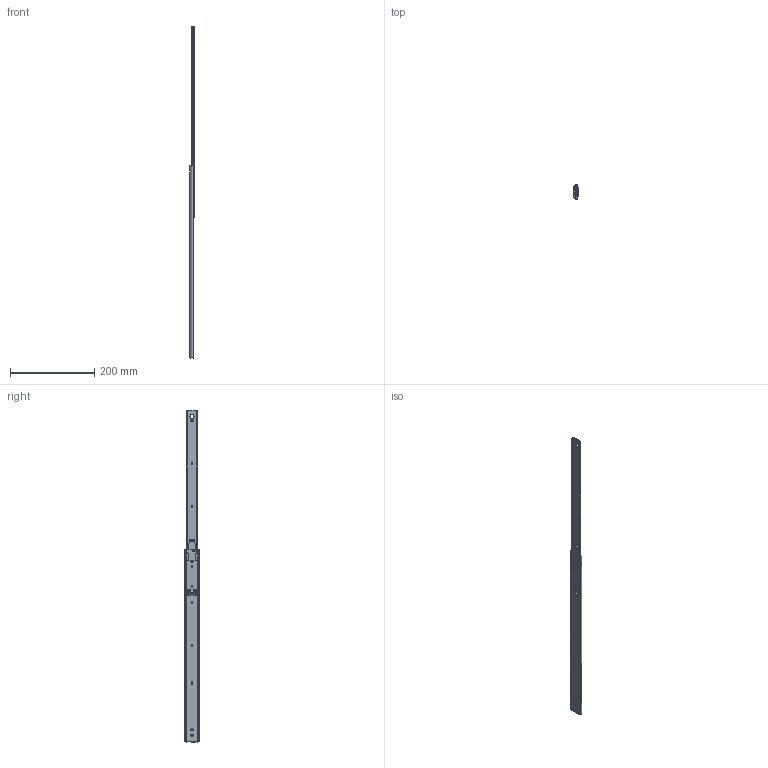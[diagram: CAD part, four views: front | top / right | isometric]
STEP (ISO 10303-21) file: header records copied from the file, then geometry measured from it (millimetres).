
FILE_DESCRIPTION (( 'STEP AP203' ), '1' );
FILE_NAME ('U23-18.STEP', '2020-07-03T06:21:22', ( '' ), ( '' ), 'SwSTEP 2.0', 'SolidWorks 2019', '' );
FILE_SCHEMA (( 'CONFIG_CONTROL_DESIGN' ));
Length unit declared in the file: millimetre
Products named in the file (7): PN235リードイン　 ; PN101リベット; U23-18; PN84 バネ; IM U23-18; PN81バネ（圧縮）; OM U23-18
Assembly tree (8 placements, depth 2):
  U23-18
    OM U23-18
    PN235リードイン　 
    PN84 バネ
    PN101リベット  x3
    IM U23-18
    PN81バネ（圧縮）
Bounding box: 9.5 x 35.08 x 787.2 mm (x, y, z)
Volume: 55991.3 mm3; surface area: 80373.8 mm2
Topology: 8 solids, 8 shells, 382 faces, 1056 edges, 696 vertices
Faces by surface type: plane 191, cylinder 183, bspline 8
Entity records: 13481 total; most frequent: CARTESIAN_POINT 2989, ORIENTED_EDGE 2064, DIRECTION 2020, EDGE_CURVE 1032, AXIS2_PLACEMENT_3D 703, VERTEX_POINT 680, LINE 614, VECTOR 614
